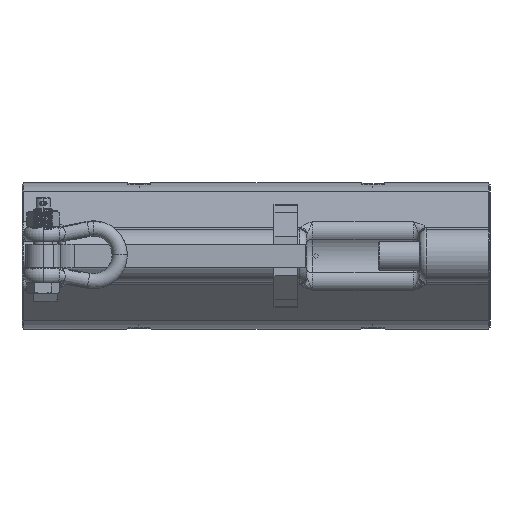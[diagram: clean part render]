
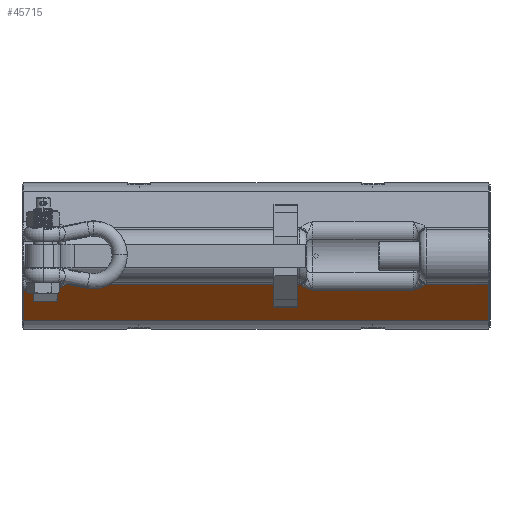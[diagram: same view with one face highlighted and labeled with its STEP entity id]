
A CAD part, left-side view. The second image highlights one B-rep face of the part: STEP entity #45715.
In plain terms, the highlighted planar face has unit normal (-0.46, 0, -0.888).
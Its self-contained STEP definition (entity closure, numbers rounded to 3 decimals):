
#223 = CARTESIAN_POINT ( 'NONE',  ( -83.904, 366.453, -26.948 ) ) ;
#235 = ORIENTED_EDGE ( 'NONE', *, *, #38576, .F. ) ;
#434 = ORIENTED_EDGE ( 'NONE', *, *, #1511, .T. ) ;
#1246 = CARTESIAN_POINT ( 'NONE',  ( -79.309, 151.5, -29.327 ) ) ;
#1314 = ORIENTED_EDGE ( 'NONE', *, *, #44299, .T. ) ;
#1507 = CARTESIAN_POINT ( 'NONE',  ( -88.605, 161.825, -24.515 ) ) ;
#1511 = EDGE_CURVE ( 'NONE', #10943, #49458, #11434, .T. ) ;
#1720 = VERTEX_POINT ( 'NONE', #23850 ) ;
#2488 = CARTESIAN_POINT ( 'NONE',  ( -28.733, 1., -55.507 ) ) ;
#3287 = CARTESIAN_POINT ( 'NONE',  ( -79.597, 64.962, -29.178 ) ) ;
#3539 = VERTEX_POINT ( 'NONE', #22024 ) ;
#4559 = CARTESIAN_POINT ( 'NONE',  ( -82.387, 368.267, -27.734 ) ) ;
#4748 = ORIENTED_EDGE ( 'NONE', *, *, #45441, .T. ) ;
#5052 = CARTESIAN_POINT ( 'NONE',  ( -79.309, 400., -29.327 ) ) ;
#5486 = CARTESIAN_POINT ( 'NONE',  ( -79.885, 152.577, -29.029 ) ) ;
#7448 = CARTESIAN_POINT ( 'NONE',  ( -86.557, 56.161, -25.575 ) ) ;
#7636 = CARTESIAN_POINT ( 'NONE',  ( -79.309, 65.5, -29.327 ) ) ;
#8701 = CARTESIAN_POINT ( 'NONE',  ( -88.605, 363.175, -24.515 ) ) ;
#8882 = CARTESIAN_POINT ( 'NONE',  ( -80.775, 370.826, -28.568 ) ) ;
#8914 = VERTEX_POINT ( 'NONE', #1246 ) ;
#9149 = ORIENTED_EDGE ( 'NONE', *, *, #34033, .T. ) ;
#9719 = VERTEX_POINT ( 'NONE', #43851 ) ;
#10018 = CARTESIAN_POINT ( 'NONE',  ( -80.462, 153.653, -28.73 ) ) ;
#10198 = FACE_OUTER_BOUND ( 'NONE', #41649, .T. ) ;
#10943 = VERTEX_POINT ( 'NONE', #2488 ) ;
#11239 = EDGE_CURVE ( 'NONE', #1720, #50833, #42316, .T. ) ;
#11371 = VECTOR ( 'NONE', #32241, 1000. ) ;
#11434 = LINE ( 'NONE', #31885, #11371 ) ;
#11739 = CARTESIAN_POINT ( 'NONE',  ( -84.738, 57.624, -26.517 ) ) ;
#12144 = CARTESIAN_POINT ( 'NONE',  ( -88.605, 1., -24.515 ) ) ;
#12975 = CARTESIAN_POINT ( 'NONE',  ( -87.541, 363.586, -25.065 ) ) ;
#13177 = CARTESIAN_POINT ( 'NONE',  ( -80.032, 372.157, -28.952 ) ) ;
#14259 = CARTESIAN_POINT ( 'NONE',  ( -82.387, 156.733, -27.734 ) ) ;
#14544 = CARTESIAN_POINT ( 'NONE',  ( -28.733, 400., -55.507 ) ) ;
#14824 = DIRECTION ( 'NONE',  ( 0., 1., 0. ) ) ;
#15212 = ORIENTED_EDGE ( 'NONE', *, *, #43933, .F. ) ;
#15382 = CARTESIAN_POINT ( 'NONE',  ( -88.605, 363.175, -24.515 ) ) ;
#15848 = ORIENTED_EDGE ( 'NONE', *, *, #25373, .T. ) ;
#16039 = CARTESIAN_POINT ( 'NONE',  ( -83.51, 58.892, -27.152 ) ) ;
#16116 = VECTOR ( 'NONE', #48488, 1000. ) ;
#16416 = LINE ( 'NONE', #14544, #16116 ) ;
#17477 = CARTESIAN_POINT ( 'NONE',  ( -79.597, 372.962, -29.178 ) ) ;
#17526 = CARTESIAN_POINT ( 'NONE',  ( -28.733, 400., -55.507 ) ) ;
#17747 = VECTOR ( 'NONE', #45795, 1000. ) ;
#17925 = LINE ( 'NONE', #32915, #17747 ) ;
#18577 = CARTESIAN_POINT ( 'NONE',  ( -83.904, 158.547, -26.948 ) ) ;
#18871 = CARTESIAN_POINT ( 'NONE',  ( -88.605, 161.825, -24.515 ) ) ;
#20264 = CARTESIAN_POINT ( 'NONE',  ( -81.714, 61.265, -28.082 ) ) ;
#21305 = B_SPLINE_CURVE_WITH_KNOTS ( 'NONE', 3,
 ( #37791, #5486, #10018, #39853, #14259, #44095, #18577, #48225, #22757, #52328, #27005, #1507 ),
 .UNSPECIFIED., .F., .F.,
 ( 4, 2, 2, 2, 2, 4 ),
 ( 0., 0.004, 0.008, 0.009, 0.011, 0.015 ),
 .UNSPECIFIED. ) ;
#21505 = CARTESIAN_POINT ( 'NONE',  ( -86.557, 364.161, -25.575 ) ) ;
#21690 = CARTESIAN_POINT ( 'NONE',  ( -79.309, 373.5, -29.327 ) ) ;
#21755 = DIRECTION ( 'NONE',  ( 0.888, 0., -0.46 ) ) ;
#22024 = CARTESIAN_POINT ( 'NONE',  ( -79.309, 373.5, -29.327 ) ) ;
#22616 = EDGE_CURVE ( 'NONE', #3539, #1720, #23321, .T. ) ;
#22757 = CARTESIAN_POINT ( 'NONE',  ( -85.18, 159.769, -26.288 ) ) ;
#23321 = LINE ( 'NONE', #5052, #23368 ) ;
#23368 = VECTOR ( 'NONE', #39233, 1000. ) ;
#23850 = CARTESIAN_POINT ( 'NONE',  ( -79.309, 399., -29.327 ) ) ;
#24479 = CARTESIAN_POINT ( 'NONE',  ( -80.474, 63.356, -28.724 ) ) ;
#25373 = EDGE_CURVE ( 'NONE', #30470, #3539, #34633, .T. ) ;
#25702 = CARTESIAN_POINT ( 'NONE',  ( -84.738, 365.624, -26.517 ) ) ;
#26491 = CARTESIAN_POINT ( 'NONE',  ( -88.605, 400., -24.515 ) ) ;
#27005 = CARTESIAN_POINT ( 'NONE',  ( -87.541, 161.414, -25.065 ) ) ;
#28180 = VERTEX_POINT ( 'NONE', #50346 ) ;
#28585 = CARTESIAN_POINT ( 'NONE',  ( -88.605, 55.175, -24.515 ) ) ;
#28763 = CARTESIAN_POINT ( 'NONE',  ( -79.887, 64.425, -29.028 ) ) ;
#30038 = CARTESIAN_POINT ( 'NONE',  ( -83.51, 366.892, -27.152 ) ) ;
#30039 = ORIENTED_EDGE ( 'NONE', *, *, #22616, .T. ) ;
#30470 = VERTEX_POINT ( 'NONE', #15382 ) ;
#31885 = CARTESIAN_POINT ( 'NONE',  ( -28.733, 1., -55.507 ) ) ;
#32241 = DIRECTION ( 'NONE',  ( -0.888, 0., 0.46 ) ) ;
#32915 = CARTESIAN_POINT ( 'NONE',  ( -88.605, 400., -24.515 ) ) ;
#33087 = CARTESIAN_POINT ( 'NONE',  ( -79.452, 65.233, -29.253 ) ) ;
#34033 = EDGE_CURVE ( 'NONE', #8914, #43857, #21305, .T. ) ;
#34375 = CARTESIAN_POINT ( 'NONE',  ( -81.714, 369.265, -28.082 ) ) ;
#34495 = ORIENTED_EDGE ( 'NONE', *, *, #36947, .T. ) ;
#34633 = B_SPLINE_CURVE_WITH_KNOTS ( 'NONE', 3,
 ( #8701, #12975, #21505, #51072, #25702, #223, #30038, #4559, #34375, #8882, #38739, #13177, #42975, #17477, #47161, #21690 ),
 .UNSPECIFIED., .F., .F.,
 ( 4, 2, 2, 2, 2, 2, 2, 4 ),
 ( 0., 0.004, 0.006, 0.007, 0.011, 0.013, 0.014, 0.015 ),
 .UNSPECIFIED. ) ;
#36078 = CARTESIAN_POINT ( 'NONE',  ( -79.309, 400., -29.327 ) ) ;
#36947 = EDGE_CURVE ( 'NONE', #28180, #8914, #44532, .T. ) ;
#37298 = CARTESIAN_POINT ( 'NONE',  ( -85.18, 57.231, -26.288 ) ) ;
#37361 = AXIS2_PLACEMENT_3D ( 'NONE', #17526, #47213, #21755 ) ;
#37791 = CARTESIAN_POINT ( 'NONE',  ( -79.309, 151.5, -29.327 ) ) ;
#38576 = EDGE_CURVE ( 'NONE', #9719, #49458, #38779, .T. ) ;
#38739 = CARTESIAN_POINT ( 'NONE',  ( -80.474, 371.356, -28.724 ) ) ;
#38779 = LINE ( 'NONE', #26491, #38882 ) ;
#38882 = VECTOR ( 'NONE', #51820, 1000. ) ;
#39233 = DIRECTION ( 'NONE',  ( 0., 1., 0. ) ) ;
#39853 = CARTESIAN_POINT ( 'NONE',  ( -81.714, 155.735, -28.082 ) ) ;
#41575 = CARTESIAN_POINT ( 'NONE',  ( -83.904, 58.453, -26.948 ) ) ;
#41649 = EDGE_LOOP ( 'NONE', ( #1314, #434, #235, #4748, #34495, #9149, #15212, #15848, #30039, #52935 ) ) ;
#41928 = VECTOR ( 'NONE', #51778, 1000. ) ;
#42316 = LINE ( 'NONE', #51840, #41928 ) ;
#42975 = CARTESIAN_POINT ( 'NONE',  ( -79.887, 372.425, -29.028 ) ) ;
#43036 = PLANE ( 'NONE',  #37361 ) ;
#43851 = CARTESIAN_POINT ( 'NONE',  ( -88.605, 55.175, -24.515 ) ) ;
#43857 = VERTEX_POINT ( 'NONE', #18871 ) ;
#43933 = EDGE_CURVE ( 'NONE', #30470, #43857, #17925, .T. ) ;
#44095 = CARTESIAN_POINT ( 'NONE',  ( -83.51, 158.108, -27.152 ) ) ;
#44299 = EDGE_CURVE ( 'NONE', #50833, #10943, #16416, .T. ) ;
#44384 = VECTOR ( 'NONE', #14824, 1000. ) ;
#44532 = LINE ( 'NONE', #36078, #44384 ) ;
#45441 = EDGE_CURVE ( 'NONE', #9719, #28180, #47972, .T. ) ;
#45715 = ADVANCED_FACE ( 'NONE', ( #10198 ), #43036, .F. ) ;
#45769 = CARTESIAN_POINT ( 'NONE',  ( -82.387, 60.267, -27.734 ) ) ;
#45795 = DIRECTION ( 'NONE',  ( 0., -1., 0. ) ) ;
#46554 = CARTESIAN_POINT ( 'NONE',  ( -28.733, 399., -55.507 ) ) ;
#47161 = CARTESIAN_POINT ( 'NONE',  ( -79.452, 373.233, -29.253 ) ) ;
#47213 = DIRECTION ( 'NONE',  ( 0.46, 0., 0.888 ) ) ;
#47972 = B_SPLINE_CURVE_WITH_KNOTS ( 'NONE', 3,
 ( #28585, #53823, #7448, #37298, #11739, #41575, #16039, #45769, #20264, #49875, #24479, #54004, #28763, #3287, #33087, #7636 ),
 .UNSPECIFIED., .F., .F.,
 ( 4, 2, 2, 2, 2, 2, 2, 4 ),
 ( 0., 0.004, 0.006, 0.007, 0.011, 0.013, 0.014, 0.015 ),
 .UNSPECIFIED. ) ;
#48225 = CARTESIAN_POINT ( 'NONE',  ( -84.738, 159.376, -26.517 ) ) ;
#48488 = DIRECTION ( 'NONE',  ( 0., -1., 0. ) ) ;
#49458 = VERTEX_POINT ( 'NONE', #12144 ) ;
#49875 = CARTESIAN_POINT ( 'NONE',  ( -80.775, 62.826, -28.568 ) ) ;
#50346 = CARTESIAN_POINT ( 'NONE',  ( -79.309, 65.5, -29.327 ) ) ;
#50833 = VERTEX_POINT ( 'NONE', #46554 ) ;
#51072 = CARTESIAN_POINT ( 'NONE',  ( -85.18, 365.231, -26.288 ) ) ;
#51778 = DIRECTION ( 'NONE',  ( 0.888, 0., -0.46 ) ) ;
#51820 = DIRECTION ( 'NONE',  ( 0., -1., 0. ) ) ;
#51840 = CARTESIAN_POINT ( 'NONE',  ( -28.733, 399., -55.507 ) ) ;
#52328 = CARTESIAN_POINT ( 'NONE',  ( -86.557, 160.839, -25.575 ) ) ;
#52935 = ORIENTED_EDGE ( 'NONE', *, *, #11239, .T. ) ;
#53823 = CARTESIAN_POINT ( 'NONE',  ( -87.541, 55.586, -25.065 ) ) ;
#54004 = CARTESIAN_POINT ( 'NONE',  ( -80.032, 64.157, -28.952 ) ) ;
